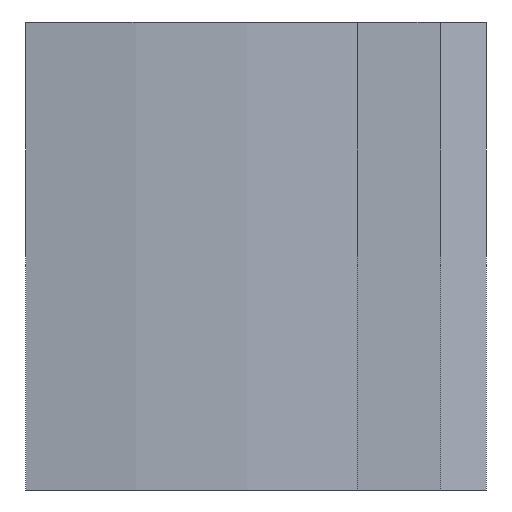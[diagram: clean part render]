
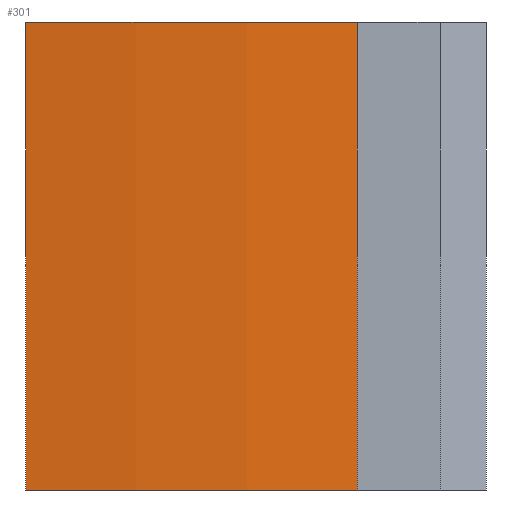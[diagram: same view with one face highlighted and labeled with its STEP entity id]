
A CAD part, left-side view. The second image highlights one B-rep face of the part: STEP entity #301.
In plain terms, the highlighted cylindrical face has radius 54.375 mm (diameter 108.75 mm), a partial arc.
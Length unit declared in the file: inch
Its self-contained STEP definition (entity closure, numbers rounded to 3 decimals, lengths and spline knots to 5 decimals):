
#243=CARTESIAN_POINT('',(-0.56102,0.,1.0));
#244=VERTEX_POINT('',#243);
#251=CARTESIAN_POINT('',(-0.56102,0.,0.0));
#252=VERTEX_POINT('',#251);
#253=CARTESIAN_POINT('',(-0.56102,0.,0.0));
#254=DIRECTION('',(0.0,0.0,1.0));
#255=VECTOR('',#254,1.0);
#256=LINE('',#253,#255);
#257=EDGE_CURVE('',#252,#244,#256,.T.);
#269=CARTESIAN_POINT('',(1.5502,0.35433,0.0));
#270=DIRECTION('',(0.0,0.0,1.0));
#271=DIRECTION('',(-0.986,0.166,0.0));
#272=AXIS2_PLACEMENT_3D('',#269,#270,#271);
#273=CYLINDRICAL_SURFACE('',#272,2.14075);
#274=CARTESIAN_POINT('',(-0.56102,0.70866,1.0));
#275=VERTEX_POINT('',#274);
#276=CARTESIAN_POINT('',(1.5502,0.35433,1.0));
#277=DIRECTION('',(0.0,0.0,-1.0));
#278=DIRECTION('',(-0.986,0.166,0.0));
#279=AXIS2_PLACEMENT_3D('',#276,#277,#278);
#280=CIRCLE('',#279,2.14075);
#281=EDGE_CURVE('',#244,#275,#280,.T.);
#282=ORIENTED_EDGE('',*,*,#281,.T.);
#283=CARTESIAN_POINT('',(-0.56102,0.70866,0.0));
#284=VERTEX_POINT('',#283);
#285=CARTESIAN_POINT('',(-0.56102,0.70866,0.0));
#286=DIRECTION('',(0.0,0.0,1.0));
#287=VECTOR('',#286,1.0);
#288=LINE('',#285,#287);
#289=EDGE_CURVE('',#284,#275,#288,.T.);
#290=ORIENTED_EDGE('',*,*,#289,.F.);
#291=CARTESIAN_POINT('',(1.5502,0.35433,0.0));
#292=DIRECTION('',(0.0,0.0,1.0));
#293=DIRECTION('',(-0.986,0.166,0.0));
#294=AXIS2_PLACEMENT_3D('',#291,#292,#293);
#295=CIRCLE('',#294,2.14075);
#296=EDGE_CURVE('',#284,#252,#295,.T.);
#297=ORIENTED_EDGE('',*,*,#296,.T.);
#298=ORIENTED_EDGE('',*,*,#257,.T.);
#299=EDGE_LOOP('',(#282,#290,#297,#298));
#300=FACE_OUTER_BOUND('',#299,.T.);
#301=ADVANCED_FACE('',(#300),#273,.T.);
